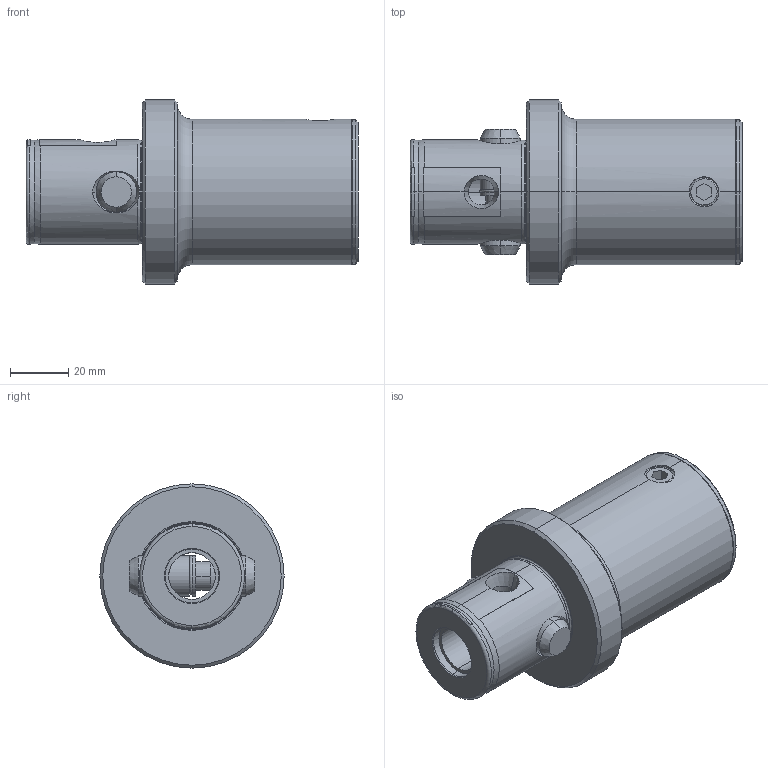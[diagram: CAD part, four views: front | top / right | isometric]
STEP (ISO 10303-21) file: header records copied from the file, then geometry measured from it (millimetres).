
FILE_DESCRIPTION (( 'STEP AP214' ), '1' );
FILE_NAME ('11.332.650.STEP', '2012-01-30T20:23:03', ( '' ), ( '' ), 'SwSTEP 2.0', 'SolidWorks 2011', '' );
FILE_SCHEMA (( 'AUTOMOTIVE_DESIGN' ));
Length unit declared in the file: millimetre
Products named in the file (6): 10.691.50X_10.691.506; 10.690.43X_10.690.435; 10.332.65X_10.332.650; 11.332.650; 691-50XRing_10.691.506Ring
Assembly tree (5 placements, depth 3):
  11.332.650
    10.690.43X_10.690.435
    10.691.50X_10.691.506
      10.691.50X_10.691.506
      691-50XRing_10.691.506Ring
    10.332.65X_10.332.650
Bounding box: 114 x 63.27 x 63.27 mm (x, y, z)
Volume: 158490.6 mm3; surface area: 33163.6 mm2
Topology: 4 solids, 4 shells, 145 faces, 328 edges, 196 vertices
Faces by surface type: cylinder 49, plane 42, cone 41, torus 11, bspline 2
Entity records: 5166 total; most frequent: CARTESIAN_POINT 1617, DIRECTION 739, ORIENTED_EDGE 656, EDGE_CURVE 328, AXIS2_PLACEMENT_3D 299, VERTEX_POINT 196, EDGE_LOOP 160, CIRCLE 147
